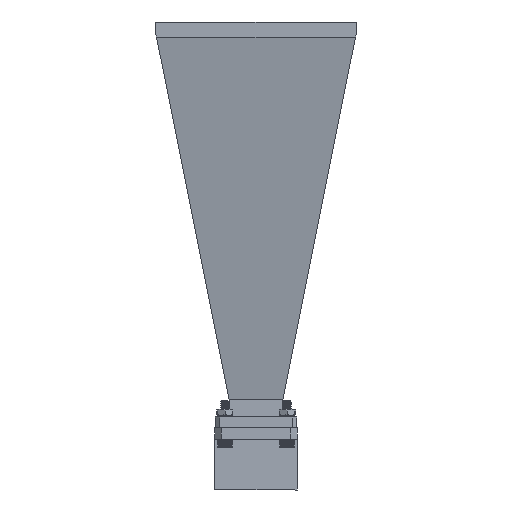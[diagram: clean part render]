
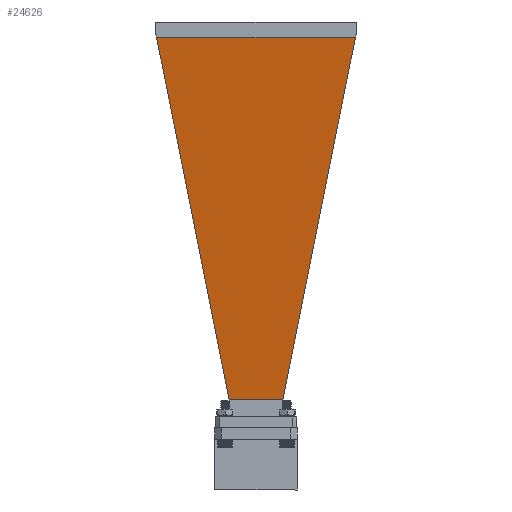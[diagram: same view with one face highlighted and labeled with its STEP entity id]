
A CAD part, front view. The second image highlights one B-rep face of the part: STEP entity #24626.
In plain terms, the highlighted face is planar.
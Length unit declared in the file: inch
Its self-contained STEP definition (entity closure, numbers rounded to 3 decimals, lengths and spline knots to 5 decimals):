
#582 = LINE ( 'NONE', #28793, #20531 ) ;
#2999 = DIRECTION ( 'NONE',  ( -0.987, 0., -0.159 ) ) ;
#3099 = DIRECTION ( 'NONE',  ( 0., -1., 0. ) ) ;
#3686 = EDGE_CURVE ( 'NONE', #14052, #27843, #12550, .T. ) ;
#4172 = EDGE_CURVE ( 'NONE', #23718, #25331, #582, .T. ) ;
#4491 = VECTOR ( 'NONE', #7530, 39.37008 ) ;
#5374 = CARTESIAN_POINT ( 'NONE',  ( -0.75851, 0., 4.9664 ) ) ;
#7244 = CARTESIAN_POINT ( 'NONE',  ( -1.20857, 0., 7.75773 ) ) ;
#7530 = DIRECTION ( 'NONE',  ( -0.156, -0.194, 0.968 ) ) ;
#8013 = CARTESIAN_POINT ( 'NONE',  ( -1.20857, 1.59229, 7.75773 ) ) ;
#11090 = ORIENTED_EDGE ( 'NONE', *, *, #24017, .T. ) ;
#11295 = LINE ( 'NONE', #7244, #11599 ) ;
#11599 = VECTOR ( 'NONE', #32296, 39.37008 ) ;
#12550 = LINE ( 'NONE', #22074, #4491 ) ;
#13236 = PLANE ( 'NONE',  #31899 ) ;
#14052 = VERTEX_POINT ( 'NONE', #15973 ) ;
#14579 = CARTESIAN_POINT ( 'NONE',  ( -0.27361, 0.42956, 1.95904 ) ) ;
#15818 = DIRECTION ( 'NONE',  ( 0.156, -0.194, -0.968 ) ) ;
#15973 = CARTESIAN_POINT ( 'NONE',  ( -0.27361, -0.42956, 1.95904 ) ) ;
#18552 = DIRECTION ( 'NONE',  ( -0.159, 0., 0.987 ) ) ;
#19163 = ORIENTED_EDGE ( 'NONE', *, *, #4172, .T. ) ;
#20531 = VECTOR ( 'NONE', #15818, 39.37008 ) ;
#22074 = CARTESIAN_POINT ( 'NONE',  ( -0.27361, -0.42956, 1.95904 ) ) ;
#23718 = VERTEX_POINT ( 'NONE', #8013 ) ;
#24017 = EDGE_CURVE ( 'NONE', #25331, #14052, #28494, .T. ) ;
#24626 = ADVANCED_FACE ( 'NONE', ( #28562 ), #13236, .T. ) ;
#25331 = VERTEX_POINT ( 'NONE', #14579 ) ;
#25509 = CARTESIAN_POINT ( 'NONE',  ( -0.27361, 0., 1.95904 ) ) ;
#26416 = EDGE_LOOP ( 'NONE', ( #11090, #30098, #29851, #19163 ) ) ;
#27129 = CARTESIAN_POINT ( 'NONE',  ( -1.20857, -1.59229, 7.75773 ) ) ;
#27843 = VERTEX_POINT ( 'NONE', #27129 ) ;
#28494 = LINE ( 'NONE', #25509, #28632 ) ;
#28562 = FACE_OUTER_BOUND ( 'NONE', #26416, .T. ) ;
#28632 = VECTOR ( 'NONE', #3099, 39.37008 ) ;
#28793 = CARTESIAN_POINT ( 'NONE',  ( -1.20857, 1.59229, 7.75773 ) ) ;
#29851 = ORIENTED_EDGE ( 'NONE', *, *, #30947, .T. ) ;
#30098 = ORIENTED_EDGE ( 'NONE', *, *, #3686, .T. ) ;
#30947 = EDGE_CURVE ( 'NONE', #27843, #23718, #11295, .T. ) ;
#31899 = AXIS2_PLACEMENT_3D ( 'NONE', #5374, #2999, #18552 ) ;
#32296 = DIRECTION ( 'NONE',  ( 0., 1., 0. ) ) ;
